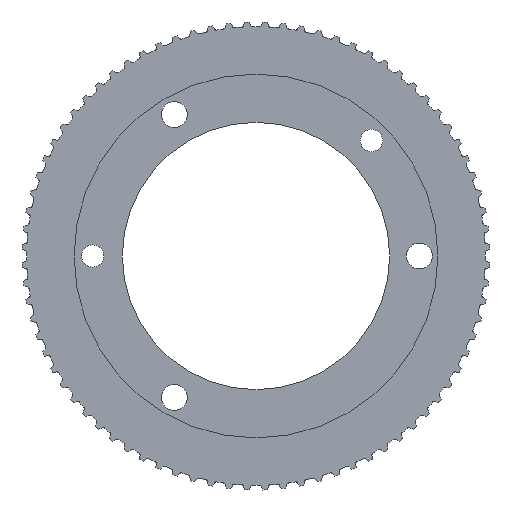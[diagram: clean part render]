
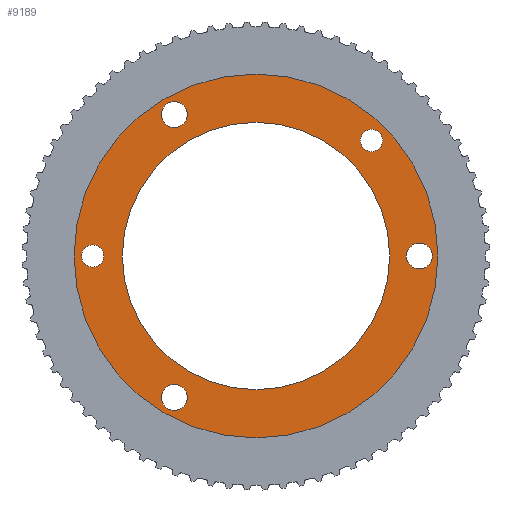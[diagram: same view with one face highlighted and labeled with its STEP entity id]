
A CAD part, left-side view. The second image highlights one B-rep face of the part: STEP entity #9189.
In plain terms, the highlighted planar face has unit normal (-1, 0, 0).
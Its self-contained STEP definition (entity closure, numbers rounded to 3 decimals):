
#155 = CARTESIAN_POINT ( 'NONE',  ( 0., 22., -38.105 ) ) ;
#252 = EDGE_CURVE ( 'NONE', #16770, #2268, #4321, .T. ) ;
#524 = CIRCLE ( 'NONE', #8997, 3.5 ) ;
#673 = CARTESIAN_POINT ( 'NONE',  ( 0., 22., 38.105 ) ) ;
#875 = CARTESIAN_POINT ( 'NONE',  ( 0., -44., 0. ) ) ;
#1102 = PLANE ( 'NONE',  #7275 ) ;
#1199 = ORIENTED_EDGE ( 'NONE', *, *, #9618, .F. ) ;
#1573 = CIRCLE ( 'NONE', #6623, 49. ) ;
#1599 = DIRECTION ( 'NONE',  ( 0., 0., -1. ) ) ;
#1692 = FACE_BOUND ( 'NONE', #2831, .T. ) ;
#1766 = DIRECTION ( 'NONE',  ( -1., 0., 0. ) ) ;
#2109 = DIRECTION ( 'NONE',  ( -1., 0., 0. ) ) ;
#2111 = DIRECTION ( 'NONE',  ( 0., 0., -1. ) ) ;
#2251 = VERTEX_POINT ( 'NONE', #4046 ) ;
#2268 = VERTEX_POINT ( 'NONE', #18378 ) ;
#2288 = DIRECTION ( 'NONE',  ( -1., 0., 0. ) ) ;
#2322 = DIRECTION ( 'NONE',  ( 0., 0., -1. ) ) ;
#2335 = ORIENTED_EDGE ( 'NONE', *, *, #3251, .F. ) ;
#2607 = CARTESIAN_POINT ( 'NONE',  ( 0., 0., 0. ) ) ;
#2714 = VERTEX_POINT ( 'NONE', #6523 ) ;
#2715 = EDGE_CURVE ( 'NONE', #2251, #4373, #4369, .T. ) ;
#2831 = EDGE_LOOP ( 'NONE', ( #14898, #3171 ) ) ;
#3015 = DIRECTION ( 'NONE',  ( -1., 0., 0. ) ) ;
#3022 = DIRECTION ( 'NONE',  ( -1., 0., 0. ) ) ;
#3171 = ORIENTED_EDGE ( 'NONE', *, *, #12016, .F. ) ;
#3251 = EDGE_CURVE ( 'NONE', #17847, #8883, #17266, .T. ) ;
#3830 = EDGE_LOOP ( 'NONE', ( #9332, #1199 ) ) ;
#3839 = CIRCLE ( 'NONE', #16656, 3.5 ) ;
#3933 = EDGE_CURVE ( 'NONE', #4153, #7851, #14114, .T. ) ;
#3969 = AXIS2_PLACEMENT_3D ( 'NONE', #16713, #8205, #18157 ) ;
#3975 = DIRECTION ( 'NONE',  ( 0., 0., -1. ) ) ;
#4042 = DIRECTION ( 'NONE',  ( 0., 0., 1. ) ) ;
#4046 = CARTESIAN_POINT ( 'NONE',  ( 0., 44., -3. ) ) ;
#4153 = VERTEX_POINT ( 'NONE', #5067 ) ;
#4193 = EDGE_LOOP ( 'NONE', ( #16077, #4201 ) ) ;
#4201 = ORIENTED_EDGE ( 'NONE', *, *, #13094, .T. ) ;
#4321 = CIRCLE ( 'NONE', #13974, 3.5 ) ;
#4369 = CIRCLE ( 'NONE', #7329, 3. ) ;
#4373 = VERTEX_POINT ( 'NONE', #18271 ) ;
#4755 = EDGE_CURVE ( 'NONE', #2268, #16770, #524, .T. ) ;
#5067 = CARTESIAN_POINT ( 'NONE',  ( 0., 22., -41.605 ) ) ;
#5141 = CARTESIAN_POINT ( 'NONE',  ( 0., 0., 36. ) ) ;
#5204 = AXIS2_PLACEMENT_3D ( 'NONE', #2607, #12556, #4042 ) ;
#5484 = FACE_BOUND ( 'NONE', #6750, .T. ) ;
#6426 = CARTESIAN_POINT ( 'NONE',  ( 0., -44., 0. ) ) ;
#6523 = CARTESIAN_POINT ( 'NONE',  ( 0., 0., 49. ) ) ;
#6588 = CARTESIAN_POINT ( 'NONE',  ( 0., 0., -49. ) ) ;
#6623 = AXIS2_PLACEMENT_3D ( 'NONE', #8080, #18031, #9483 ) ;
#6729 = ORIENTED_EDGE ( 'NONE', *, *, #252, .F. ) ;
#6750 = EDGE_LOOP ( 'NONE', ( #15564, #17912 ) ) ;
#7188 = DIRECTION ( 'NONE',  ( -1., 0., 0. ) ) ;
#7192 = CIRCLE ( 'NONE', #12656, 3.5 ) ;
#7275 = AXIS2_PLACEMENT_3D ( 'NONE', #11053, #12496, #3975 ) ;
#7329 = AXIS2_PLACEMENT_3D ( 'NONE', #10788, #2288, #12236 ) ;
#7502 = EDGE_CURVE ( 'NONE', #8883, #17847, #11775, .T. ) ;
#7589 = AXIS2_PLACEMENT_3D ( 'NONE', #11548, #3022, #12987 ) ;
#7851 = VERTEX_POINT ( 'NONE', #18200 ) ;
#7873 = DIRECTION ( 'NONE',  ( 0., 0., -1. ) ) ;
#8080 = CARTESIAN_POINT ( 'NONE',  ( 0., 0., 0. ) ) ;
#8205 = DIRECTION ( 'NONE',  ( -1., 0., 0. ) ) ;
#8416 = CARTESIAN_POINT ( 'NONE',  ( 0., 0., 0. ) ) ;
#8476 = VERTEX_POINT ( 'NONE', #13644 ) ;
#8610 = VERTEX_POINT ( 'NONE', #12522 ) ;
#8790 = CARTESIAN_POINT ( 'NONE',  ( 0., -31.113, 28.113 ) ) ;
#8883 = VERTEX_POINT ( 'NONE', #17381 ) ;
#8934 = EDGE_LOOP ( 'NONE', ( #10140, #10603 ) ) ;
#8997 = AXIS2_PLACEMENT_3D ( 'NONE', #875, #10823, #2322 ) ;
#9098 = CARTESIAN_POINT ( 'NONE',  ( 0., -44., -3.5 ) ) ;
#9189 = ADVANCED_FACE ( 'NONE', ( #5484, #13058, #13500, #9274, #1692, #16407, #12602 ), #1102, .F. ) ;
#9274 = FACE_BOUND ( 'NONE', #3830, .T. ) ;
#9332 = ORIENTED_EDGE ( 'NONE', *, *, #14146, .F. ) ;
#9483 = DIRECTION ( 'NONE',  ( 0., 0., 1. ) ) ;
#9618 = EDGE_CURVE ( 'NONE', #8610, #12281, #16391, .T. ) ;
#9828 = DIRECTION ( 'NONE',  ( 0., 0., 1. ) ) ;
#10121 = DIRECTION ( 'NONE',  ( -1., 0., 0. ) ) ;
#10140 = ORIENTED_EDGE ( 'NONE', *, *, #11407, .F. ) ;
#10294 = CARTESIAN_POINT ( 'NONE',  ( 0., 0., 0. ) ) ;
#10296 = CIRCLE ( 'NONE', #5204, 49. ) ;
#10316 = AXIS2_PLACEMENT_3D ( 'NONE', #11538, #3015, #12979 ) ;
#10603 = ORIENTED_EDGE ( 'NONE', *, *, #14529, .F. ) ;
#10614 = CARTESIAN_POINT ( 'NONE',  ( 0., -31.113, 31.113 ) ) ;
#10619 = DIRECTION ( 'NONE',  ( -1., 0., 0. ) ) ;
#10788 = CARTESIAN_POINT ( 'NONE',  ( 0., 44., 0. ) ) ;
#10823 = DIRECTION ( 'NONE',  ( -1., 0., 0. ) ) ;
#10982 = CARTESIAN_POINT ( 'NONE',  ( 0., 22., 41.605 ) ) ;
#11000 = CIRCLE ( 'NONE', #17844, 3. ) ;
#11053 = CARTESIAN_POINT ( 'NONE',  ( 0., 36., 0. ) ) ;
#11374 = AXIS2_PLACEMENT_3D ( 'NONE', #8416, #18383, #9828 ) ;
#11407 = EDGE_CURVE ( 'NONE', #8476, #12611, #7192, .T. ) ;
#11538 = CARTESIAN_POINT ( 'NONE',  ( 0., 22., -38.105 ) ) ;
#11548 = CARTESIAN_POINT ( 'NONE',  ( 0., 22., 38.105 ) ) ;
#11724 = DIRECTION ( 'NONE',  ( 0., 0., 1. ) ) ;
#11775 = CIRCLE ( 'NONE', #17398, 36. ) ;
#12016 = EDGE_CURVE ( 'NONE', #4373, #2251, #14956, .T. ) ;
#12065 = DIRECTION ( 'NONE',  ( 0., 0., -1. ) ) ;
#12236 = DIRECTION ( 'NONE',  ( 0., 0., -1. ) ) ;
#12281 = VERTEX_POINT ( 'NONE', #8790 ) ;
#12496 = DIRECTION ( 'NONE',  ( 1., 0., 0. ) ) ;
#12522 = CARTESIAN_POINT ( 'NONE',  ( 0., -31.113, 34.113 ) ) ;
#12543 = VERTEX_POINT ( 'NONE', #6588 ) ;
#12556 = DIRECTION ( 'NONE',  ( -1., 0., 0. ) ) ;
#12602 = FACE_OUTER_BOUND ( 'NONE', #4193, .T. ) ;
#12611 = VERTEX_POINT ( 'NONE', #10982 ) ;
#12656 = AXIS2_PLACEMENT_3D ( 'NONE', #673, #10619, #2111 ) ;
#12979 = DIRECTION ( 'NONE',  ( 0., 0., -1. ) ) ;
#12987 = DIRECTION ( 'NONE',  ( 0., 0., -1. ) ) ;
#13058 = FACE_BOUND ( 'NONE', #8934, .T. ) ;
#13094 = EDGE_CURVE ( 'NONE', #12543, #2714, #1573, .T. ) ;
#13290 = EDGE_LOOP ( 'NONE', ( #2335, #13351 ) ) ;
#13351 = ORIENTED_EDGE ( 'NONE', *, *, #7502, .F. ) ;
#13500 = FACE_BOUND ( 'NONE', #15327, .T. ) ;
#13533 = ORIENTED_EDGE ( 'NONE', *, *, #4755, .F. ) ;
#13644 = CARTESIAN_POINT ( 'NONE',  ( 0., 22., 34.605 ) ) ;
#13974 = AXIS2_PLACEMENT_3D ( 'NONE', #6426, #16386, #7873 ) ;
#14114 = CIRCLE ( 'NONE', #10316, 3.5 ) ;
#14146 = EDGE_CURVE ( 'NONE', #12281, #8610, #11000, .T. ) ;
#14529 = EDGE_CURVE ( 'NONE', #12611, #8476, #16121, .T. ) ;
#14898 = ORIENTED_EDGE ( 'NONE', *, *, #2715, .F. ) ;
#14956 = CIRCLE ( 'NONE', #3969, 3. ) ;
#15327 = EDGE_LOOP ( 'NONE', ( #6729, #13533 ) ) ;
#15379 = EDGE_CURVE ( 'NONE', #2714, #12543, #10296, .T. ) ;
#15564 = ORIENTED_EDGE ( 'NONE', *, *, #3933, .F. ) ;
#15580 = EDGE_CURVE ( 'NONE', #7851, #4153, #3839, .T. ) ;
#15709 = CARTESIAN_POINT ( 'NONE',  ( 0., -31.113, 31.113 ) ) ;
#16077 = ORIENTED_EDGE ( 'NONE', *, *, #15379, .T. ) ;
#16121 = CIRCLE ( 'NONE', #7589, 3.5 ) ;
#16386 = DIRECTION ( 'NONE',  ( -1., 0., 0. ) ) ;
#16391 = CIRCLE ( 'NONE', #18388, 3. ) ;
#16407 = FACE_BOUND ( 'NONE', #13290, .T. ) ;
#16656 = AXIS2_PLACEMENT_3D ( 'NONE', #155, #10121, #1599 ) ;
#16713 = CARTESIAN_POINT ( 'NONE',  ( 0., 44., 0. ) ) ;
#16770 = VERTEX_POINT ( 'NONE', #9098 ) ;
#17142 = DIRECTION ( 'NONE',  ( 0., 0., -1. ) ) ;
#17266 = CIRCLE ( 'NONE', #11374, 36. ) ;
#17381 = CARTESIAN_POINT ( 'NONE',  ( 0., 0., -36. ) ) ;
#17398 = AXIS2_PLACEMENT_3D ( 'NONE', #10294, #1766, #11724 ) ;
#17844 = AXIS2_PLACEMENT_3D ( 'NONE', #10614, #2109, #12065 ) ;
#17847 = VERTEX_POINT ( 'NONE', #5141 ) ;
#17912 = ORIENTED_EDGE ( 'NONE', *, *, #15580, .F. ) ;
#18031 = DIRECTION ( 'NONE',  ( -1., 0., 0. ) ) ;
#18157 = DIRECTION ( 'NONE',  ( 0., 0., -1. ) ) ;
#18200 = CARTESIAN_POINT ( 'NONE',  ( 0., 22., -34.605 ) ) ;
#18271 = CARTESIAN_POINT ( 'NONE',  ( 0., 44., 3. ) ) ;
#18378 = CARTESIAN_POINT ( 'NONE',  ( 0., -44., 3.5 ) ) ;
#18383 = DIRECTION ( 'NONE',  ( -1., 0., 0. ) ) ;
#18388 = AXIS2_PLACEMENT_3D ( 'NONE', #15709, #7188, #17142 ) ;
